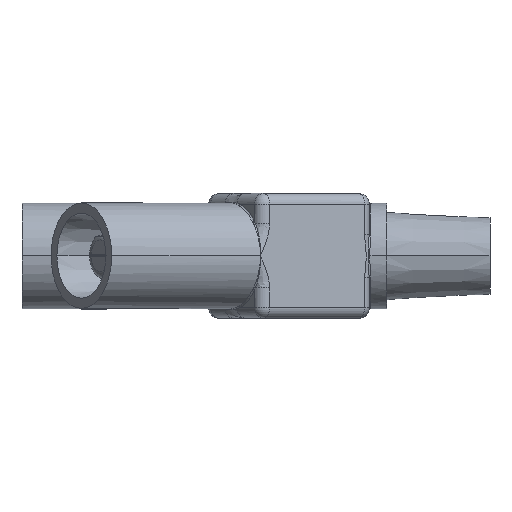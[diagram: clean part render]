
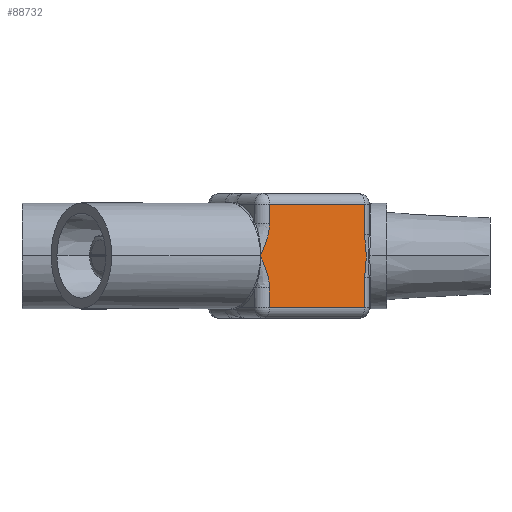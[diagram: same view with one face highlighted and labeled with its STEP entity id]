
A CAD part, top view. The second image highlights one B-rep face of the part: STEP entity #88732.
In plain terms, the highlighted planar face has unit normal (0.574, 0, 0.819).
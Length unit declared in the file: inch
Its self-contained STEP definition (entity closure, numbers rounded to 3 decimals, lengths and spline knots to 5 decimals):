
#94 = VERTEX_POINT ( 'NONE', #17413 ) ;
#680 = CARTESIAN_POINT ( 'NONE',  ( 2.87387, 0.87398, 2.97903 ) ) ;
#2218 = CARTESIAN_POINT ( 'NONE',  ( 2.80991, 0.87398, 3.02382 ) ) ;
#4056 = B_SPLINE_CURVE_WITH_KNOTS ( 'NONE', 3,
 ( #13932, #65186, #58515, #42902, #87015, #79897, #71826, #51403, #44298, #35769, #87469, #8194 ),
 .UNSPECIFIED., .F., .F.,
 ( 4, 2, 2, 2, 2, 4 ),
 ( -0.00002, 0.00302, 0.00607, 0.00911, 0.01064, 0.01216 ),
 .UNSPECIFIED. ) ;
#4114 = CARTESIAN_POINT ( 'NONE',  ( 1.46785, 1.94954, 3.96354 ) ) ;
#4955 = CARTESIAN_POINT ( 'NONE',  ( 2.83279, 1.64939, 3.0078 ) ) ;
#5926 = DIRECTION ( 'NONE',  ( -0.819, 0., 0.574 ) ) ;
#5988 = CARTESIAN_POINT ( 'NONE',  ( 1.35508, 1.60796, 4.0425 ) ) ;
#6170 = DIRECTION ( 'NONE',  ( 0., 1., 0. ) ) ;
#6217 = ORIENTED_EDGE ( 'NONE', *, *, #30452, .T. ) ;
#6270 = ORIENTED_EDGE ( 'NONE', *, *, #83131, .T. ) ;
#6335 = VECTOR ( 'NONE', #6170, 39.37008 ) ;
#7247 = CARTESIAN_POINT ( 'NONE',  ( 1.35137, 2.47398, 4.0451 ) ) ;
#8194 = CARTESIAN_POINT ( 'NONE',  ( 1.47642, 1.14886, 3.95754 ) ) ;
#8236 = DIRECTION ( 'NONE',  ( 0.819, 0., -0.574 ) ) ;
#13123 = CARTESIAN_POINT ( 'NONE',  ( 1.36611, 1.63469, 4.03478 ) ) ;
#13439 = DIRECTION ( 'NONE',  ( -0.819, 0., 0.574 ) ) ;
#13932 = CARTESIAN_POINT ( 'NONE',  ( 1.35137, 1.59898, 4.0451 ) ) ;
#17413 = CARTESIAN_POINT ( 'NONE',  ( 1.47642, 2.0491, 3.95754 ) ) ;
#18810 = ORIENTED_EDGE ( 'NONE', *, *, #46478, .T. ) ;
#18828 = CARTESIAN_POINT ( 'NONE',  ( 1.40913, 1.74252, 4.00465 ) ) ;
#19202 = CARTESIAN_POINT ( 'NONE',  ( 2.811, 1.34586, 3.02305 ) ) ;
#20051 = EDGE_CURVE ( 'NONE', #44247, #27501, #4056, .T. ) ;
#20600 = CARTESIAN_POINT ( 'NONE',  ( 2.80991, 2.47398, 3.02382 ) ) ;
#20899 = LINE ( 'NONE', #78330, #6335 ) ;
#21928 = DIRECTION ( 'NONE',  ( 0., -1., 0. ) ) ;
#21997 = CARTESIAN_POINT ( 'NONE',  ( 1.47642, 2.47398, 3.95754 ) ) ;
#24048 = CARTESIAN_POINT ( 'NONE',  ( 1.47642, 0.87398, 3.95754 ) ) ;
#25960 = CARTESIAN_POINT ( 'NONE',  ( 1.38074, 1.67047, 4.02453 ) ) ;
#26337 = CARTESIAN_POINT ( 'NONE',  ( 2.83269, 1.54748, 3.00787 ) ) ;
#26429 = CARTESIAN_POINT ( 'NONE',  ( 1.35137, 1.59898, 4.0451 ) ) ;
#27281 = CARTESIAN_POINT ( 'NONE',  ( 2.8176, 1.77568, 3.01843 ) ) ;
#27482 = VERTEX_POINT ( 'NONE', #62945 ) ;
#27501 = VERTEX_POINT ( 'NONE', #34962 ) ;
#27631 = CARTESIAN_POINT ( 'NONE',  ( 1.47642, 2.47398, 3.95754 ) ) ;
#30452 = EDGE_CURVE ( 'NONE', #82823, #27482, #86559, .T. ) ;
#33077 = CARTESIAN_POINT ( 'NONE',  ( 1.47642, 2.0491, 3.95754 ) ) ;
#33459 = CARTESIAN_POINT ( 'NONE',  ( 2.81486, 1.80097, 3.02035 ) ) ;
#34962 = CARTESIAN_POINT ( 'NONE',  ( 1.47642, 1.14886, 3.95754 ) ) ;
#35769 = CARTESIAN_POINT ( 'NONE',  ( 1.47519, 1.18917, 3.9584 ) ) ;
#36296 = ORIENTED_EDGE ( 'NONE', *, *, #82780, .T. ) ;
#38972 = B_SPLINE_CURVE_WITH_KNOTS ( 'NONE', 3,
 ( #92288, #77119, #19202, #56207, #64284, #62857, #91823, #26337, #49101, #84226, #4955, #84696, #48161, #27281, #33459, #79012, #70933, #70455 ),
 .UNSPECIFIED., .F., .F.,
 ( 4, 2, 2, 2, 2, 2, 2, 2, 4 ),
 ( 0., 0.00194, 0.00387, 0.00581, 0.00774, 0.00968, 0.01161, 0.01355, 0.01548 ),
 .UNSPECIFIED. ) ;
#39426 = VECTOR ( 'NONE', #8236, 39.37008 ) ;
#40206 = CARTESIAN_POINT ( 'NONE',  ( 1.47642, 2.02894, 3.95754 ) ) ;
#42096 = CARTESIAN_POINT ( 'NONE',  ( 1.35875, 1.61683, 4.03993 ) ) ;
#42560 = EDGE_CURVE ( 'NONE', #27482, #52858, #49595, .T. ) ;
#42902 = CARTESIAN_POINT ( 'NONE',  ( 1.40913, 1.45544, 4.00465 ) ) ;
#43885 = LINE ( 'NONE', #680, #39426 ) ;
#44247 = VERTEX_POINT ( 'NONE', #45225 ) ;
#44298 = CARTESIAN_POINT ( 'NONE',  ( 1.4709, 1.22885, 3.9614 ) ) ;
#45225 = CARTESIAN_POINT ( 'NONE',  ( 1.35137, 1.59898, 4.0451 ) ) ;
#46478 = EDGE_CURVE ( 'NONE', #27501, #60327, #85524, .T. ) ;
#48161 = CARTESIAN_POINT ( 'NONE',  ( 2.82378, 1.72517, 3.01411 ) ) ;
#48290 = VECTOR ( 'NONE', #5926, 39.37008 ) ;
#48837 = EDGE_CURVE ( 'NONE', #60327, #58490, #43885, .T. ) ;
#49101 = CARTESIAN_POINT ( 'NONE',  ( 2.83469, 1.57279, 3.00646 ) ) ;
#49501 = PLANE ( 'NONE',  #56667 ) ;
#49595 = LINE ( 'NONE', #70963, #48290 ) ;
#49954 = CARTESIAN_POINT ( 'NONE',  ( 1.47642, 2.32398, 3.95754 ) ) ;
#50083 = EDGE_LOOP ( 'NONE', ( #6270, #36296, #92120, #18810, #91883, #83500, #68810, #6217, #56513 ) ) ;
#51057 = B_SPLINE_CURVE_WITH_KNOTS ( 'NONE', 3,
 ( #33077, #40206, #70551, #56298, #4114, #85258, #62015, #90978, #18828, #55355, #25960, #78151, #13123, #42096, #5988, #26429 ),
 .UNSPECIFIED., .F., .F.,
 ( 4, 2, 2, 2, 2, 2, 2, 4 ),
 ( 0., 0.00153, 0.00307, 0.00614, 0.00921, 0.01074, 0.01151, 0.01227 ),
 .UNSPECIFIED. ) ;
#51403 = CARTESIAN_POINT ( 'NONE',  ( 1.46785, 1.24841, 3.96354 ) ) ;
#52858 = VERTEX_POINT ( 'NONE', #49954 ) ;
#54869 = EDGE_CURVE ( 'NONE', #87810, #82823, #38972, .T. ) ;
#54949 = VECTOR ( 'NONE', #57122, 39.37008 ) ;
#55355 = CARTESIAN_POINT ( 'NONE',  ( 1.38797, 1.68841, 4.01947 ) ) ;
#56207 = CARTESIAN_POINT ( 'NONE',  ( 2.81481, 1.39649, 3.02038 ) ) ;
#56298 = CARTESIAN_POINT ( 'NONE',  ( 1.4709, 1.9691, 3.9614 ) ) ;
#56513 = ORIENTED_EDGE ( 'NONE', *, *, #42560, .T. ) ;
#56667 = AXIS2_PLACEMENT_3D ( 'NONE', #7247, #78463, #13439 ) ;
#57122 = DIRECTION ( 'NONE',  ( 0., 1., 0. ) ) ;
#58490 = VERTEX_POINT ( 'NONE', #2218 ) ;
#58515 = CARTESIAN_POINT ( 'NONE',  ( 1.38091, 1.52759, 4.02441 ) ) ;
#58653 = CARTESIAN_POINT ( 'NONE',  ( 2.80991, 1.90289, 3.02382 ) ) ;
#59932 = CARTESIAN_POINT ( 'NONE',  ( 2.80991, 1.29506, 3.02382 ) ) ;
#60327 = VERTEX_POINT ( 'NONE', #24048 ) ;
#62015 = CARTESIAN_POINT ( 'NONE',  ( 1.44634, 1.85365, 3.9786 ) ) ;
#62857 = CARTESIAN_POINT ( 'NONE',  ( 2.82368, 1.472, 3.01418 ) ) ;
#62945 = CARTESIAN_POINT ( 'NONE',  ( 2.80991, 2.32398, 3.02382 ) ) ;
#64284 = CARTESIAN_POINT ( 'NONE',  ( 2.81754, 1.42169, 3.01847 ) ) ;
#65186 = CARTESIAN_POINT ( 'NONE',  ( 1.36611, 1.56328, 4.03478 ) ) ;
#68810 = ORIENTED_EDGE ( 'NONE', *, *, #54869, .T. ) ;
#70455 = CARTESIAN_POINT ( 'NONE',  ( 2.80991, 1.90289, 3.02382 ) ) ;
#70551 = CARTESIAN_POINT ( 'NONE',  ( 1.47519, 2.00878, 3.9584 ) ) ;
#70933 = CARTESIAN_POINT ( 'NONE',  ( 2.80991, 1.87725, 3.02382 ) ) ;
#70963 = CARTESIAN_POINT ( 'NONE',  ( 1.35137, 2.32398, 4.0451 ) ) ;
#71819 = LINE ( 'NONE', #21997, #92732 ) ;
#71826 = CARTESIAN_POINT ( 'NONE',  ( 1.4566, 1.30645, 3.97141 ) ) ;
#72285 = FACE_OUTER_BOUND ( 'NONE', #50083, .T. ) ;
#77119 = CARTESIAN_POINT ( 'NONE',  ( 2.80991, 1.32049, 3.02382 ) ) ;
#78151 = CARTESIAN_POINT ( 'NONE',  ( 1.36978, 1.64363, 4.0322 ) ) ;
#78330 = CARTESIAN_POINT ( 'NONE',  ( 2.80991, 2.47398, 3.02382 ) ) ;
#78463 = DIRECTION ( 'NONE',  ( -0.574, 0., -0.819 ) ) ;
#78724 = VECTOR ( 'NONE', #21928, 39.37008 ) ;
#79012 = CARTESIAN_POINT ( 'NONE',  ( 2.81102, 1.85176, 3.02304 ) ) ;
#79897 = CARTESIAN_POINT ( 'NONE',  ( 1.44634, 1.34431, 3.9786 ) ) ;
#82780 = EDGE_CURVE ( 'NONE', #94, #44247, #51057, .T. ) ;
#82823 = VERTEX_POINT ( 'NONE', #58653 ) ;
#83131 = EDGE_CURVE ( 'NONE', #52858, #94, #71819, .T. ) ;
#83500 = ORIENTED_EDGE ( 'NONE', *, *, #84313, .T. ) ;
#84226 = CARTESIAN_POINT ( 'NONE',  ( 2.83475, 1.62394, 3.00642 ) ) ;
#84313 = EDGE_CURVE ( 'NONE', #58490, #87810, #20899, .T. ) ;
#84696 = CARTESIAN_POINT ( 'NONE',  ( 2.82724, 1.69997, 3.01168 ) ) ;
#85258 = CARTESIAN_POINT ( 'NONE',  ( 1.4566, 1.8915, 3.97141 ) ) ;
#85524 = LINE ( 'NONE', #27631, #78724 ) ;
#86559 = LINE ( 'NONE', #20600, #54949 ) ;
#87015 = CARTESIAN_POINT ( 'NONE',  ( 1.42256, 1.41898, 3.99525 ) ) ;
#87462 = DIRECTION ( 'NONE',  ( 0., -1., 0. ) ) ;
#87469 = CARTESIAN_POINT ( 'NONE',  ( 1.47642, 1.16901, 3.95754 ) ) ;
#87810 = VERTEX_POINT ( 'NONE', #59932 ) ;
#88732 = ADVANCED_FACE ( 'NONE', ( #72285 ), #49501, .F. ) ;
#90978 = CARTESIAN_POINT ( 'NONE',  ( 1.42256, 1.77898, 3.99525 ) ) ;
#91823 = CARTESIAN_POINT ( 'NONE',  ( 2.82712, 1.4971, 3.01177 ) ) ;
#91883 = ORIENTED_EDGE ( 'NONE', *, *, #48837, .T. ) ;
#92120 = ORIENTED_EDGE ( 'NONE', *, *, #20051, .T. ) ;
#92288 = CARTESIAN_POINT ( 'NONE',  ( 2.80991, 1.29506, 3.02382 ) ) ;
#92732 = VECTOR ( 'NONE', #87462, 39.37008 ) ;
